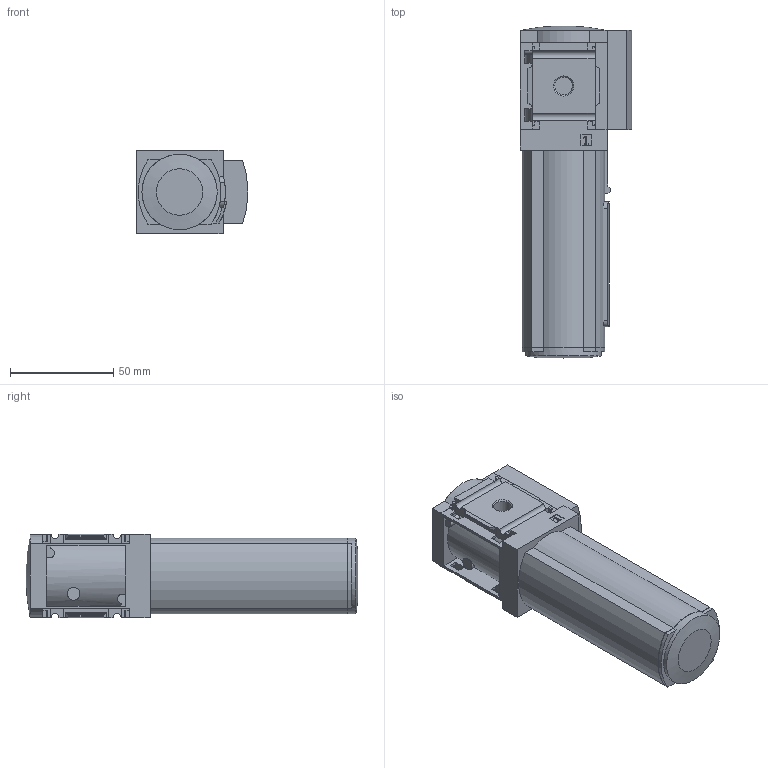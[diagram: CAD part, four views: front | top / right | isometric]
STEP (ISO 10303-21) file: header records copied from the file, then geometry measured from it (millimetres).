
FILE_DESCRIPTION(/* description */ ('STEP AP214'),/* implementation_level */ '2;1');
FILE_NAME(/* name */ '536709_MS4-LFX-1_8-U',/* time_stamp */ '2024-09-09T18:18:50+02:00',/* author */ ('License CC BY-ND 4.0'),/* organization */ ('CADENAS'),/* preprocessor_version */ 'ST-DEVELOPER v19.3',/* originating_system */ 'PARTsolutions',/* authorisation */ ' ');
FILE_SCHEMA (('AUTOMOTIVE_DESIGN {1 0 10303 214 3 1 1}'));
Length unit declared in the file: millimetre
Products named in the file (2): 536709 MS4-LFX-1/8-U; 527699 MS4-LFX-1/8-U-0D
Assembly tree (1 placements, depth 2):
  536709 MS4-LFX-1/8-U
    527699 MS4-LFX-1/8-U-0D
Bounding box: 54 x 160.4 x 40.2 mm (x, y, z)
Volume: 226683.4 mm3; surface area: 30068.2 mm2
Topology: 1 solids, 1 shells, 288 faces, 780 edges, 505 vertices
Faces by surface type: plane 204, cylinder 62, cone 19, torus 3
Full cylindrical faces by diameter (mm): 6.1 x1, 6.2 x2, 8.566 x2, 36.4 x1
Entity records: 11038 total; most frequent: CARTESIAN_POINT 1712, ORIENTED_EDGE 1532, DIRECTION 1463, EDGE_CURVE 766, LINE 583, VECTOR 583, VERTEX_POINT 503, AXIS2_PLACEMENT_3D 440
